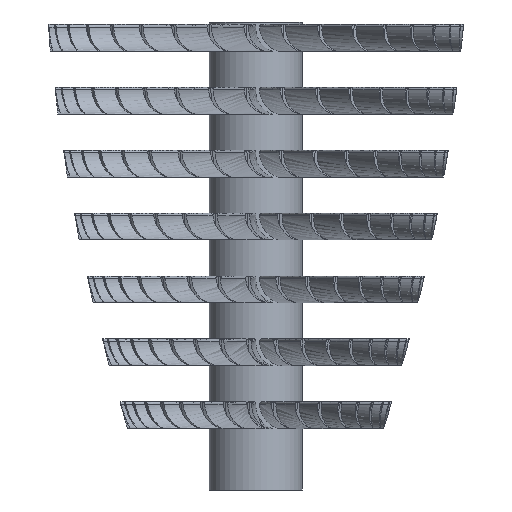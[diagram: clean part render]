
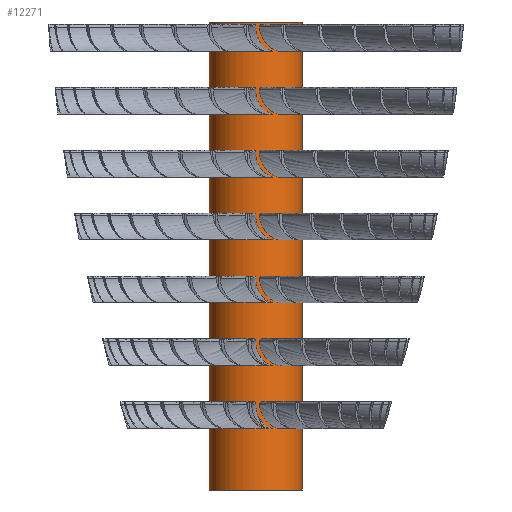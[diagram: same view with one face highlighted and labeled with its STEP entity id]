
A CAD part, front view. The second image highlights one B-rep face of the part: STEP entity #12271.
In plain terms, the highlighted free-form (B-spline) face has degree [2, 1] with [5, 2] control points.
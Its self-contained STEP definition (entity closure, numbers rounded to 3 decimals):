
#12172 = VERTEX_POINT('',#12173);
#12173 = CARTESIAN_POINT('',(437.134,0.,
    4398.835));
#12174 = VERTEX_POINT('',#12175);
#12175 = CARTESIAN_POINT('',(-437.134,0.,4398.835));
#12183 = EDGE_CURVE('',#12172,#12184,#12186,.T.);
#12184 = VERTEX_POINT('',#12185);
#12185 = CARTESIAN_POINT('',(437.134,0.,0.));
#12186 = B_SPLINE_CURVE_WITH_KNOTS('',1,(#12187,#12188),.UNSPECIFIED.,
  .F.,.F.,(2,2),(-0.,4000.),.PIECEWISE_BEZIER_KNOTS.);
#12187 = CARTESIAN_POINT('',(437.134,0.,
    4398.835));
#12188 = CARTESIAN_POINT('',(437.134,0.,0.));
#12191 = VERTEX_POINT('',#12192);
#12192 = CARTESIAN_POINT('',(-437.134,0.,0.));
#12200 = EDGE_CURVE('',#12174,#12191,#12201,.T.);
#12201 = B_SPLINE_CURVE_WITH_KNOTS('',1,(#12202,#12203),.UNSPECIFIED.,
  .F.,.F.,(2,2),(-0.,4000.),.PIECEWISE_BEZIER_KNOTS.);
#12202 = CARTESIAN_POINT('',(-437.134,0.,4398.835));
#12203 = CARTESIAN_POINT('',(-437.134,0.,0.));
#12219 = EDGE_CURVE('',#12174,#12172,#12220,.T.);
#12220 = ( BOUNDED_CURVE() B_SPLINE_CURVE(2,(#12221,#12222,#12223,#12224
,#12225),.UNSPECIFIED.,.F.,.F.) B_SPLINE_CURVE_WITH_KNOTS((3,2,3),(
    3.142,4.712,6.283),
.PIECEWISE_BEZIER_KNOTS.) CURVE() GEOMETRIC_REPRESENTATION_ITEM() 
RATIONAL_B_SPLINE_CURVE((1.,0.707,1.,0.707,1.)) 
REPRESENTATION_ITEM('') );
#12221 = CARTESIAN_POINT('',(-437.134,0.,
    4398.835));
#12222 = CARTESIAN_POINT('',(-437.134,-437.134,
    4398.835));
#12223 = CARTESIAN_POINT('',(0.,-437.134,
    4398.835));
#12224 = CARTESIAN_POINT('',(437.134,-437.134,
    4398.835));
#12225 = CARTESIAN_POINT('',(437.134,0.,
    4398.835));
#12247 = EDGE_CURVE('',#12191,#12184,#12248,.T.);
#12248 = ( BOUNDED_CURVE() B_SPLINE_CURVE(2,(#12249,#12250,#12251,#12252
,#12253),.UNSPECIFIED.,.F.,.F.) B_SPLINE_CURVE_WITH_KNOTS((3,2,3),(
    3.142,4.712,6.283),
.PIECEWISE_BEZIER_KNOTS.) CURVE() GEOMETRIC_REPRESENTATION_ITEM() 
RATIONAL_B_SPLINE_CURVE((1.,0.707,1.,0.707,1.)) 
REPRESENTATION_ITEM('') );
#12249 = CARTESIAN_POINT('',(-437.134,0.,0.));
#12250 = CARTESIAN_POINT('',(-437.134,-437.134,0.));
#12251 = CARTESIAN_POINT('',(0.,-437.134,0.));
#12252 = CARTESIAN_POINT('',(437.134,-437.134,0.));
#12253 = CARTESIAN_POINT('',(437.134,0.,0.));
#12271 = ADVANCED_FACE('',(#12272),#12278,.T.);
#12272 = FACE_BOUND('',#12273,.T.);
#12273 = EDGE_LOOP('',(#12274,#12275,#12276,#12277));
#12274 = ORIENTED_EDGE('',*,*,#12183,.F.);
#12275 = ORIENTED_EDGE('',*,*,#12219,.F.);
#12276 = ORIENTED_EDGE('',*,*,#12200,.T.);
#12277 = ORIENTED_EDGE('',*,*,#12247,.T.);
#12278 = ( BOUNDED_SURFACE() B_SPLINE_SURFACE(2,1,(
    (#12279,#12280)
    ,(#12281,#12282)
    ,(#12283,#12284)
    ,(#12285,#12286)
    ,(#12287,#12288
)),.UNSPECIFIED.,.F.,.F.,.F.) B_SPLINE_SURFACE_WITH_KNOTS((3,2,3),(2,2),
  (3.142,4.712,6.283),(0.,4000.),
.PIECEWISE_BEZIER_KNOTS.) GEOMETRIC_REPRESENTATION_ITEM() 
RATIONAL_B_SPLINE_SURFACE((
    (1.,1.)
    ,(0.707,0.707)
    ,(1.,1.)
    ,(0.707,0.707)
,(1.,1.))) REPRESENTATION_ITEM('') SURFACE() );
#12279 = CARTESIAN_POINT('',(437.134,0.,
    4398.835));
#12280 = CARTESIAN_POINT('',(437.134,0.,0.));
#12281 = CARTESIAN_POINT('',(437.134,-437.134,
    4398.835));
#12282 = CARTESIAN_POINT('',(437.134,-437.134,0.));
#12283 = CARTESIAN_POINT('',(0.,-437.134,
    4398.835));
#12284 = CARTESIAN_POINT('',(0.,-437.134,0.));
#12285 = CARTESIAN_POINT('',(-437.134,-437.134,
    4398.835));
#12286 = CARTESIAN_POINT('',(-437.134,-437.134,0.));
#12287 = CARTESIAN_POINT('',(-437.134,0.,
    4398.835));
#12288 = CARTESIAN_POINT('',(-437.134,0.,0.));
